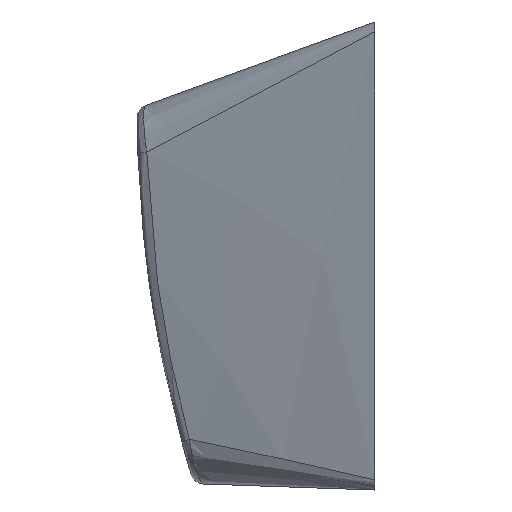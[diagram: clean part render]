
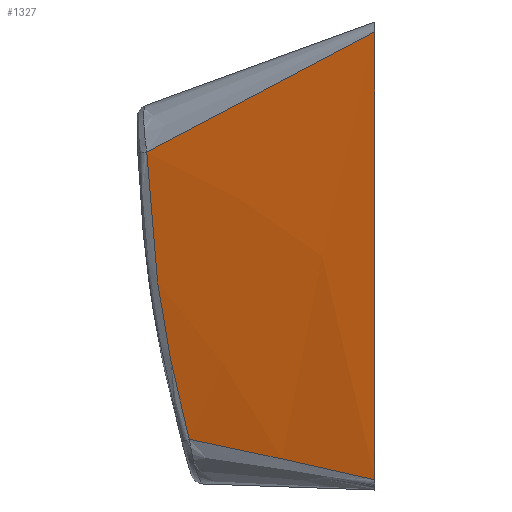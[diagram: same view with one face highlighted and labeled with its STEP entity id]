
A CAD part, left-side view. The second image highlights one B-rep face of the part: STEP entity #1327.
In plain terms, the highlighted free-form (B-spline) face has degree [3, 1] with [12, 2] control points.
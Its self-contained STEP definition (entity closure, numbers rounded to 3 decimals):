
#1 = CARTESIAN_POINT ( 'NONE',  ( -13.138, 7.666, -5.278 ) ) ;
#104 = VERTEX_POINT ( 'NONE', #2773 ) ;
#199 = EDGE_CURVE ( 'NONE', #2178, #3255, #2634, .T. ) ;
#273 = CARTESIAN_POINT ( 'NONE',  ( -13.701, 5.999, -7.332 ) ) ;
#287 = CARTESIAN_POINT ( 'NONE',  ( -13.956, 6.715, 5.142 ) ) ;
#332 = CARTESIAN_POINT ( 'NONE',  ( -15.239, 2.901, 7.158 ) ) ;
#351 = CARTESIAN_POINT ( 'NONE',  ( -13.862, 6.99, 4.995 ) ) ;
#411 = CARTESIAN_POINT ( 'NONE',  ( -15.114, 2.561, -8.075 ) ) ;
#517 = CARTESIAN_POINT ( 'NONE',  ( -13.436, 8.458, 5.972 ) ) ;
#620 = ORIENTED_EDGE ( 'NONE', *, *, #199, .T. ) ;
#666 = CARTESIAN_POINT ( 'NONE',  ( -13.457, 8.173, 4.363 ) ) ;
#903 = CARTESIAN_POINT ( 'NONE',  ( -16.194, 0., 9.05 ) ) ;
#922 = CARTESIAN_POINT ( 'NONE',  ( -12.035, 9.703, -8.711 ) ) ;
#980 = CARTESIAN_POINT ( 'NONE',  ( -14.657, 3.661, -7.833 ) ) ;
#999 = CARTESIAN_POINT ( 'NONE',  ( -13.296, 8.639, 4.113 ) ) ;
#1003 = CARTESIAN_POINT ( 'NONE',  ( -14.066, 5.1, -7.522 ) ) ;
#1041 = CARTESIAN_POINT ( 'NONE',  ( -13.362, 8.448, 4.215 ) ) ;
#1083 = EDGE_LOOP ( 'NONE', ( #3159, #620, #4321, #1211 ) ) ;
#1196 = CARTESIAN_POINT ( 'NONE',  ( -15.935, 0.604, -9.029 ) ) ;
#1211 = ORIENTED_EDGE ( 'NONE', *, *, #3309, .T. ) ;
#1226 = CARTESIAN_POINT ( 'NONE',  ( -12.75, 10.56, 5.207 ) ) ;
#1249 = CARTESIAN_POINT ( 'NONE',  ( -14.694, 4.6, 7.376 ) ) ;
#1255 = LINE ( 'NONE', #903, #3847 ) ;
#1292 = CARTESIAN_POINT ( 'NONE',  ( -12.539, 11.208, 4.971 ) ) ;
#1327 = ADVANCED_FACE ( 'NONE', ( #4364 ), #1907, .F. ) ;
#1370 = CARTESIAN_POINT ( 'NONE',  ( -14.926, 3.012, -7.975 ) ) ;
#1386 = CARTESIAN_POINT ( 'NONE',  ( -14.482, 5.159, 5.967 ) ) ;
#1406 = CARTESIAN_POINT ( 'NONE',  ( -13.91, 6.849, 5.07 ) ) ;
#1445 = B_SPLINE_CURVE_WITH_KNOTS ( 'NONE', 3,
 ( #2065, #2393, #273, #1003, #2416, #4567, #3149, #1747, #3470, #3080, #980, #3125, #1370, #411, #2572, #1837, #3558, #1819, #3235, #3953, #3900, #2550, #4588 ),
 .UNSPECIFIED., .F., .F.,
 ( 4, 2, 2, 2, 2, 2, 2, 2, 1, 2, 2, 4 ),
 ( 0.045, 0.284, 0.403, 0.463, 0.493, 0.523, 0.642, 0.702, 0.732, 0.746, 0.761, 1. ),
 .UNSPECIFIED. ) ;
#1616 = B_SPLINE_CURVE_WITH_KNOTS ( 'NONE', 3,
 ( #3144, #3509, #332, #1784, #1386, #4182, #3165, #3824, #287, #4583, #1406, #351, #2080, #2129, #4563, #2412, #2798, #666, #4160, #1041, #999, #3487, #2453 ),
 .UNSPECIFIED., .F., .F.,
 ( 4, 2, 2, 2, 2, 2, 1, 2, 2, 2, 2, 4 ),
 ( 0., 0.481, 0.602, 0.722, 0.737, 0.752, 0.782, 0.842, 0.872, 0.902, 0.932, 0.963 ),
 .UNSPECIFIED. ) ;
#1727 = EDGE_CURVE ( 'NONE', #4179, #2178, #1616, .T. ) ;
#1747 = CARTESIAN_POINT ( 'NONE',  ( -14.533, 3.961, -7.767 ) ) ;
#1784 = CARTESIAN_POINT ( 'NONE',  ( -14.606, 4.79, 6.162 ) ) ;
#1819 = CARTESIAN_POINT ( 'NONE',  ( -15.373, 1.943, -8.213 ) ) ;
#1837 = CARTESIAN_POINT ( 'NONE',  ( -15.274, 2.177, -8.161 ) ) ;
#1894 = CARTESIAN_POINT ( 'NONE',  ( -16.194, 0., 9.05 ) ) ;
#1907 = B_SPLINE_SURFACE_WITH_KNOTS ( 'NONE', 3, 1, ( 
 ( #2262, #1894 ),
 ( #1196, #2603 ),
 ( #4008, #4081 ),
 ( #3678, #1249 ),
 ( #4103, #4057 ),
 ( #2306, #517 ),
 ( #3706, #4034 ),
 ( #2674, #1964 ),
 ( #3657, #1226 ),
 ( #4436, #1292 ),
 ( #3371, #2693 ),
 ( #922, #2335 ) ),
 .UNSPECIFIED., .F., .F., .F.,
 ( 4, 1, 1, 1, 2, 1, 1, 1, 4 ),
 ( 2, 2 ),
 ( 0., 0.187, 0.373, 0.56, 0.747, 0.81, 0.873, 0.937, 1. ),
 ( 0., 1. ),
 .UNSPECIFIED. ) ;
#1964 = CARTESIAN_POINT ( 'NONE',  ( -12.962, 9.912, 5.442 ) ) ;
#2065 = CARTESIAN_POINT ( 'NONE',  ( -13.227, 7.179, -7.089 ) ) ;
#2080 = CARTESIAN_POINT ( 'NONE',  ( -13.766, 7.271, 4.846 ) ) ;
#2129 = CARTESIAN_POINT ( 'NONE',  ( -13.672, 7.546, 4.699 ) ) ;
#2178 = VERTEX_POINT ( 'NONE', #3911 ) ;
#2196 = CARTESIAN_POINT ( 'NONE',  ( -13.227, 7.179, -7.089 ) ) ;
#2262 = CARTESIAN_POINT ( 'NONE',  ( -16.194, 0., -9.05 ) ) ;
#2306 = CARTESIAN_POINT ( 'NONE',  ( -13.453, 6.396, -8.827 ) ) ;
#2335 = CARTESIAN_POINT ( 'NONE',  ( -12.307, 11.92, 4.712 ) ) ;
#2393 = CARTESIAN_POINT ( 'NONE',  ( -13.463, 6.591, -7.209 ) ) ;
#2412 = CARTESIAN_POINT ( 'NONE',  ( -13.548, 7.907, 4.505 ) ) ;
#2416 = CARTESIAN_POINT ( 'NONE',  ( -14.189, 4.799, -7.587 ) ) ;
#2453 = CARTESIAN_POINT ( 'NONE',  ( -13.232, 8.824, 4.013 ) ) ;
#2550 = CARTESIAN_POINT ( 'NONE',  ( -15.902, 0.686, -8.497 ) ) ;
#2560 = CARTESIAN_POINT ( 'NONE',  ( -13.117, 8.599, 0.272 ) ) ;
#2572 = CARTESIAN_POINT ( 'NONE',  ( -15.177, 2.409, -8.109 ) ) ;
#2603 = CARTESIAN_POINT ( 'NONE',  ( -15.952, 0.742, 8.78 ) ) ;
#2634 = B_SPLINE_CURVE_WITH_KNOTS ( 'NONE', 3,
 ( #3594, #3964, #2560, #2835, #1, #2196 ),
 .UNSPECIFIED., .F., .F.,
 ( 4, 2, 4 ),
 ( 0., 0.006, 0.011 ),
 .UNSPECIFIED. ) ;
#2674 = CARTESIAN_POINT ( 'NONE',  ( -12.919, 7.64, -8.783 ) ) ;
#2682 = DIRECTION ( 'NONE',  ( 0., 0., 1. ) ) ;
#2693 = CARTESIAN_POINT ( 'NONE',  ( -12.389, 11.668, 4.803 ) ) ;
#2773 = CARTESIAN_POINT ( 'NONE',  ( -16.194, 0., -8.655 ) ) ;
#2798 = CARTESIAN_POINT ( 'NONE',  ( -13.487, 8.086, 4.41 ) ) ;
#2822 = EDGE_CURVE ( 'NONE', #3255, #104, #1445, .T. ) ;
#2835 = CARTESIAN_POINT ( 'NONE',  ( -13.105, 8.049, -3.443 ) ) ;
#3080 = CARTESIAN_POINT ( 'NONE',  ( -14.629, 3.73, -7.818 ) ) ;
#3125 = CARTESIAN_POINT ( 'NONE',  ( -14.804, 3.305, -7.911 ) ) ;
#3144 = CARTESIAN_POINT ( 'NONE',  ( -16.194, 0., 8.668 ) ) ;
#3149 = CARTESIAN_POINT ( 'NONE',  ( -14.439, 4.191, -7.718 ) ) ;
#3159 = ORIENTED_EDGE ( 'NONE', *, *, #1727, .T. ) ;
#3165 = CARTESIAN_POINT ( 'NONE',  ( -14.109, 6.262, 5.383 ) ) ;
#3235 = CARTESIAN_POINT ( 'NONE',  ( -15.406, 1.864, -8.231 ) ) ;
#3255 = VERTEX_POINT ( 'NONE', #3397 ) ;
#3309 = EDGE_CURVE ( 'NONE', #104, #4179, #1255, .T. ) ;
#3371 = CARTESIAN_POINT ( 'NONE',  ( -12.123, 9.499, -8.718 ) ) ;
#3397 = CARTESIAN_POINT ( 'NONE',  ( -13.227, 7.179, -7.089 ) ) ;
#3470 = CARTESIAN_POINT ( 'NONE',  ( -14.565, 3.884, -7.784 ) ) ;
#3487 = CARTESIAN_POINT ( 'NONE',  ( -13.264, 8.731, 4.063 ) ) ;
#3509 = CARTESIAN_POINT ( 'NONE',  ( -15.733, 1.406, 7.938 ) ) ;
#3558 = CARTESIAN_POINT ( 'NONE',  ( -15.323, 2.061, -8.187 ) ) ;
#3594 = CARTESIAN_POINT ( 'NONE',  ( -13.232, 8.824, 4.013 ) ) ;
#3657 = CARTESIAN_POINT ( 'NONE',  ( -12.614, 8.352, -8.758 ) ) ;
#3671 = CARTESIAN_POINT ( 'NONE',  ( -16.194, 0., 8.668 ) ) ;
#3678 = CARTESIAN_POINT ( 'NONE',  ( -14.694, 3.5, -8.928 ) ) ;
#3706 = CARTESIAN_POINT ( 'NONE',  ( -13.106, 7.205, -8.798 ) ) ;
#3824 = CARTESIAN_POINT ( 'NONE',  ( -13.971, 6.67, 5.166 ) ) ;
#3847 = VECTOR ( 'NONE', #2682, 1000. ) ;
#3900 = CARTESIAN_POINT ( 'NONE',  ( -15.65, 1.281, -8.362 ) ) ;
#3911 = CARTESIAN_POINT ( 'NONE',  ( -13.232, 8.824, 4.013 ) ) ;
#3953 = CARTESIAN_POINT ( 'NONE',  ( -15.418, 1.834, -8.238 ) ) ;
#3964 = CARTESIAN_POINT ( 'NONE',  ( -13.162, 8.764, 2.138 ) ) ;
#4008 = CARTESIAN_POINT ( 'NONE',  ( -15.431, 1.779, -8.988 ) ) ;
#4034 = CARTESIAN_POINT ( 'NONE',  ( -13.112, 9.451, 5.61 ) ) ;
#4057 = CARTESIAN_POINT ( 'NONE',  ( -13.931, 6.939, 6.524 ) ) ;
#4081 = CARTESIAN_POINT ( 'NONE',  ( -15.456, 2.261, 8.227 ) ) ;
#4103 = CARTESIAN_POINT ( 'NONE',  ( -13.956, 5.221, -8.868 ) ) ;
#4160 = CARTESIAN_POINT ( 'NONE',  ( -13.394, 8.355, 4.265 ) ) ;
#4179 = VERTEX_POINT ( 'NONE', #3671 ) ;
#4182 = CARTESIAN_POINT ( 'NONE',  ( -14.233, 5.896, 5.577 ) ) ;
#4321 = ORIENTED_EDGE ( 'NONE', *, *, #2822, .T. ) ;
#4364 = FACE_OUTER_BOUND ( 'NONE', #1083, .T. ) ;
#4436 = CARTESIAN_POINT ( 'NONE',  ( -12.31, 9.063, -8.734 ) ) ;
#4563 = CARTESIAN_POINT ( 'NONE',  ( -13.579, 7.818, 4.553 ) ) ;
#4567 = CARTESIAN_POINT ( 'NONE',  ( -14.376, 4.343, -7.685 ) ) ;
#4583 = CARTESIAN_POINT ( 'NONE',  ( -13.925, 6.805, 5.094 ) ) ;
#4588 = CARTESIAN_POINT ( 'NONE',  ( -16.194, 0., -8.655 ) ) ;
